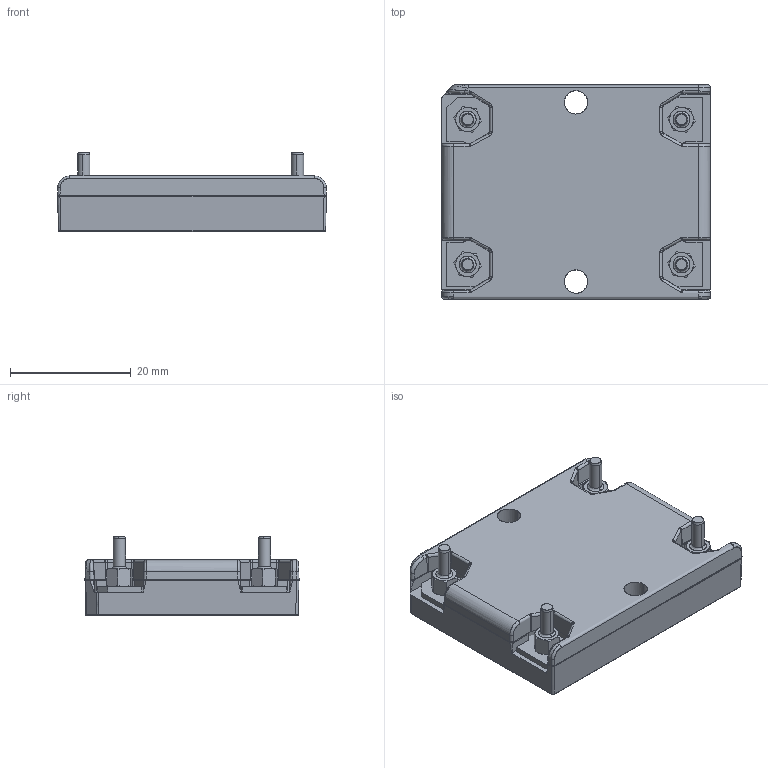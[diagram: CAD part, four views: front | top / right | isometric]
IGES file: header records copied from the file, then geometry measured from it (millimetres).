
Start section: SolidWorks IGES file using analytic representation for surfaces
Global section: file name: 1714 VIA_longpin_AIM .IGS; native system: SolidWorks 2017; preprocessor: SolidWorks 2017; author: chliu; date: 210113.102304; units: millimetre
Bounding box: 44.6 x 35.5 x 13.12 mm (x, y, z)
Surface area: 10976 mm2 (no closed solid volume)
Topology: 0 solids, 0 shells, 1196 faces, 13135 edges, 13124 vertices
Faces by surface type: revolution 749, bspline 447
